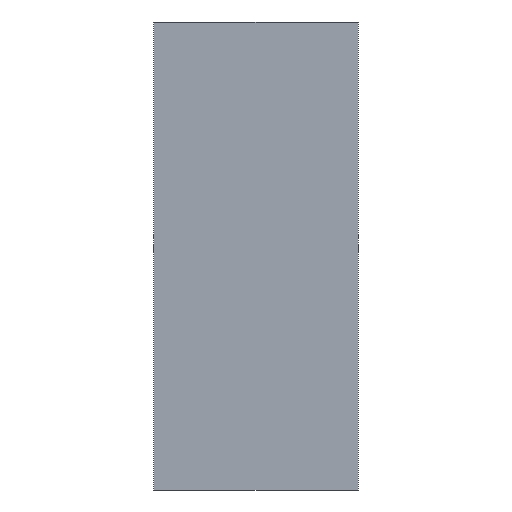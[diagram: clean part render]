
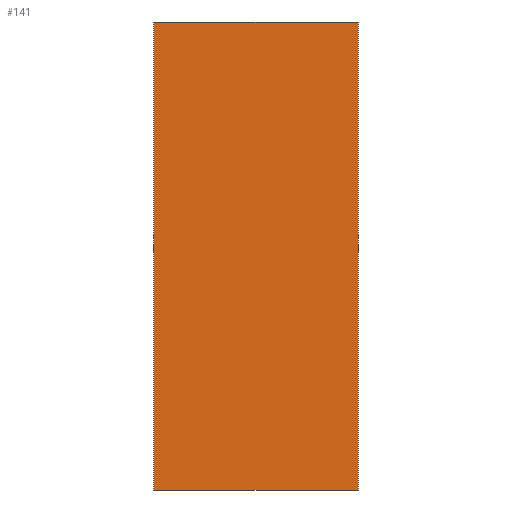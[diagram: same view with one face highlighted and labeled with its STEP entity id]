
A CAD part, left-side view. The second image highlights one B-rep face of the part: STEP entity #141.
In plain terms, the highlighted planar face has unit normal (-1, 0, 0).
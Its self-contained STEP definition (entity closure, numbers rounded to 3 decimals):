
#25 = ORIENTED_EDGE ( 'NONE', *, *, #659, .F. ) ;
#30 = EDGE_CURVE ( 'NONE', #913, #37, #76, .T. ) ;
#37 = VERTEX_POINT ( 'NONE', #461 ) ;
#43 = CARTESIAN_POINT ( 'NONE',  ( -1.6, 0., 0.8 ) ) ;
#53 = PLANE ( 'NONE',  #317 ) ;
#56 = CARTESIAN_POINT ( 'NONE',  ( -1.6, 0.7, 0.8 ) ) ;
#76 = LINE ( 'NONE', #298, #356 ) ;
#132 = CARTESIAN_POINT ( 'NONE',  ( -1.6, 0., 0.8 ) ) ;
#141 = ADVANCED_FACE ( 'NONE', ( #632 ), #53, .F. ) ;
#155 = CARTESIAN_POINT ( 'NONE',  ( -1.6, 0., 0.8 ) ) ;
#214 = VECTOR ( 'NONE', #664, 1000. ) ;
#298 = CARTESIAN_POINT ( 'NONE',  ( -1.6, 0.7, 0.8 ) ) ;
#317 = AXIS2_PLACEMENT_3D ( 'NONE', #572, #641, #885 ) ;
#318 = EDGE_CURVE ( 'NONE', #913, #408, #395, .T. ) ;
#335 = VERTEX_POINT ( 'NONE', #944 ) ;
#356 = VECTOR ( 'NONE', #828, 1000. ) ;
#395 = LINE ( 'NONE', #132, #906 ) ;
#408 = VERTEX_POINT ( 'NONE', #43 ) ;
#418 = DIRECTION ( 'NONE',  ( 0., -1., 0. ) ) ;
#432 = ORIENTED_EDGE ( 'NONE', *, *, #30, .T. ) ;
#461 = CARTESIAN_POINT ( 'NONE',  ( -1.6, 0.7, -0.8 ) ) ;
#483 = CARTESIAN_POINT ( 'NONE',  ( -1.6, 0., -0.8 ) ) ;
#513 = VECTOR ( 'NONE', #418, 1000. ) ;
#515 = EDGE_CURVE ( 'NONE', #37, #335, #795, .T. ) ;
#572 = CARTESIAN_POINT ( 'NONE',  ( -1.6, 0., 0.8 ) ) ;
#632 = FACE_OUTER_BOUND ( 'NONE', #930, .T. ) ;
#641 = DIRECTION ( 'NONE',  ( 1., 0., 0. ) ) ;
#659 = EDGE_CURVE ( 'NONE', #408, #335, #884, .T. ) ;
#664 = DIRECTION ( 'NONE',  ( 0., 0., -1. ) ) ;
#676 = ORIENTED_EDGE ( 'NONE', *, *, #515, .T. ) ;
#795 = LINE ( 'NONE', #483, #513 ) ;
#813 = ORIENTED_EDGE ( 'NONE', *, *, #318, .F. ) ;
#821 = DIRECTION ( 'NONE',  ( 0., -1., 0. ) ) ;
#828 = DIRECTION ( 'NONE',  ( 0., 0., -1. ) ) ;
#884 = LINE ( 'NONE', #155, #214 ) ;
#885 = DIRECTION ( 'NONE',  ( 0., 0., -1. ) ) ;
#906 = VECTOR ( 'NONE', #821, 1000. ) ;
#913 = VERTEX_POINT ( 'NONE', #56 ) ;
#930 = EDGE_LOOP ( 'NONE', ( #676, #25, #813, #432 ) ) ;
#944 = CARTESIAN_POINT ( 'NONE',  ( -1.6, 0., -0.8 ) ) ;
